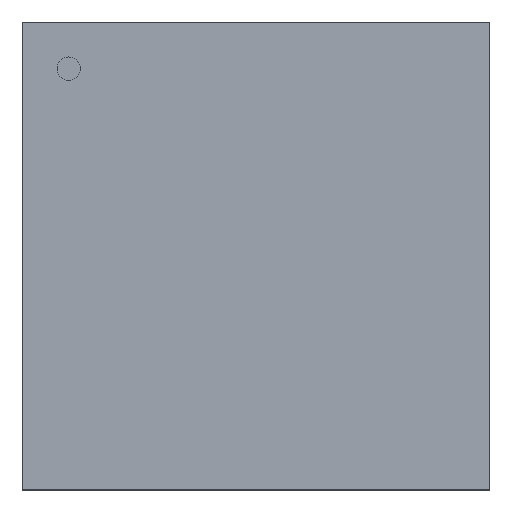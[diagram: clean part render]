
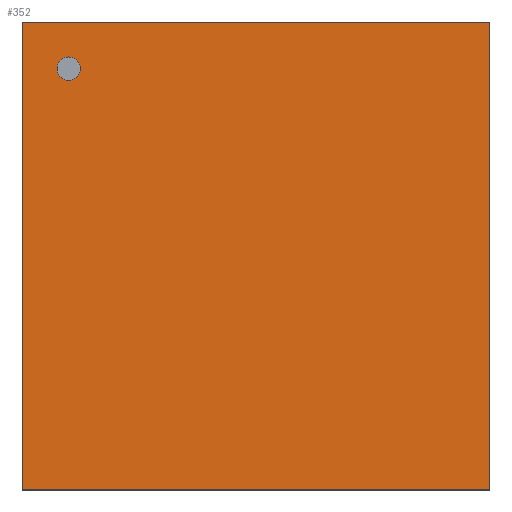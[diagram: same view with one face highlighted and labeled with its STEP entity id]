
A CAD part, top view. The second image highlights one B-rep face of the part: STEP entity #352.
In plain terms, the highlighted planar face has unit normal (0, 0, 1).
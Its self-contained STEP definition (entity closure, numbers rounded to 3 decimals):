
#20=PLANE('',#426);
#24=LINE('',#608,#37);
#28=LINE('',#615,#41);
#31=LINE('',#621,#44);
#33=LINE('',#624,#46);
#37=VECTOR('',#508,1.524);
#41=VECTOR('',#514,1.524);
#44=VECTOR('',#519,1.524);
#46=VECTOR('',#523,1.524);
#90=FACE_OUTER_BOUND('',#115,.T.);
#115=EDGE_LOOP('',(#265,#266,#267,#268));
#170=VERTEX_POINT('',#605);
#171=VERTEX_POINT('',#607);
#173=VERTEX_POINT('',#613);
#175=VERTEX_POINT('',#619);
#197=EDGE_CURVE('',#171,#170,#24,.T.);
#201=EDGE_CURVE('',#170,#173,#28,.T.);
#204=EDGE_CURVE('',#173,#175,#31,.T.);
#206=EDGE_CURVE('',#175,#171,#33,.T.);
#265=ORIENTED_EDGE('',*,*,#197,.T.);
#266=ORIENTED_EDGE('',*,*,#201,.T.);
#267=ORIENTED_EDGE('',*,*,#204,.T.);
#268=ORIENTED_EDGE('',*,*,#206,.T.);
#352=ADVANCED_FACE('',(#90),#20,.T.);
#426=AXIS2_PLACEMENT_3D('',#626,#526,#527);
#508=DIRECTION('',(1.,0.,0.));
#514=DIRECTION('',(0.,1.,0.));
#519=DIRECTION('',(-1.,0.,0.));
#523=DIRECTION('',(0.,-1.,0.));
#526=DIRECTION('center_axis',(0.,0.,1.));
#527=DIRECTION('ref_axis',(0.,1.,0.));
#605=CARTESIAN_POINT('',(0.762,-0.762,0.281));
#607=CARTESIAN_POINT('',(-0.762,-0.762,0.281));
#608=CARTESIAN_POINT('',(-0.762,-0.762,0.281));
#613=CARTESIAN_POINT('',(0.762,0.762,0.281));
#615=CARTESIAN_POINT('',(0.762,-0.762,0.281));
#619=CARTESIAN_POINT('',(-0.762,0.762,0.281));
#621=CARTESIAN_POINT('',(0.762,0.762,0.281));
#624=CARTESIAN_POINT('',(-0.762,0.762,0.281));
#626=CARTESIAN_POINT('Origin',(-0.762,-0.762,0.281));
